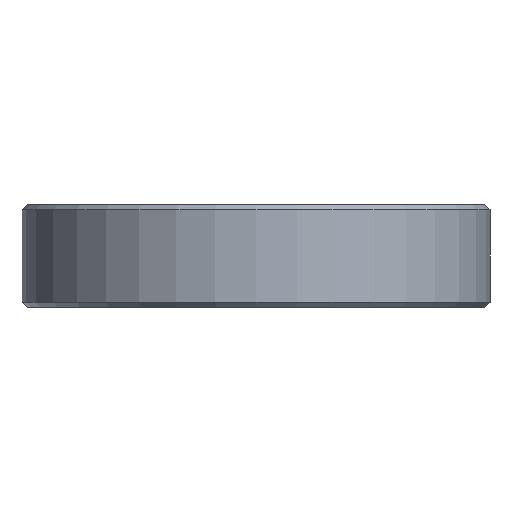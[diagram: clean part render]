
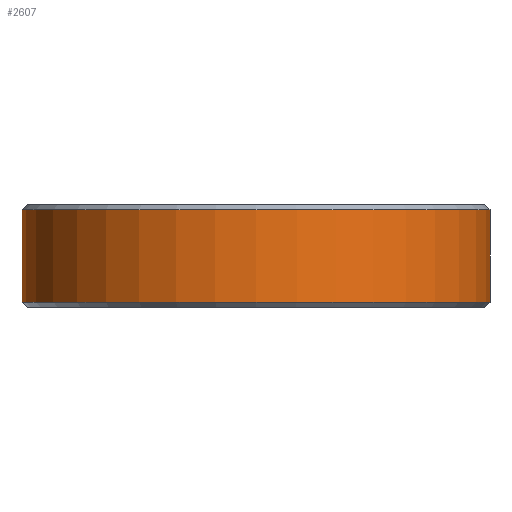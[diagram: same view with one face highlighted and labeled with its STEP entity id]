
A CAD part, left-side view. The second image highlights one B-rep face of the part: STEP entity #2607.
In plain terms, the highlighted cylindrical face has radius 16 mm (diameter 32 mm), a partial arc.
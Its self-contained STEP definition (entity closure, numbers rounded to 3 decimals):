
#156 = DIRECTION ( 'NONE',  ( 0., -1., 0. ) ) ;
#275 = AXIS2_PLACEMENT_3D ( 'NONE', #4109, #1802, #5532 ) ;
#434 = CARTESIAN_POINT ( 'NONE',  ( 0., -16., 3.5 ) ) ;
#501 = CARTESIAN_POINT ( 'NONE',  ( 0., -16., 3.15 ) ) ;
#602 = ORIENTED_EDGE ( 'NONE', *, *, #5426, .F. ) ;
#1145 = EDGE_CURVE ( 'NONE', #2713, #1421, #2896, .T. ) ;
#1169 = CARTESIAN_POINT ( 'NONE',  ( 0., 16., 3.5 ) ) ;
#1183 = AXIS2_PLACEMENT_3D ( 'NONE', #4478, #2532, #156 ) ;
#1421 = VERTEX_POINT ( 'NONE', #3340 ) ;
#1425 = VECTOR ( 'NONE', #3048, 1000. ) ;
#1702 = EDGE_CURVE ( 'NONE', #3710, #2902, #4816, .T. ) ;
#1802 = DIRECTION ( 'NONE',  ( 0., 0., 1. ) ) ;
#1921 = FACE_OUTER_BOUND ( 'NONE', #2437, .T. ) ;
#2437 = EDGE_LOOP ( 'NONE', ( #5964, #2716, #3285, #602 ) ) ;
#2478 = CIRCLE ( 'NONE', #1183, 16. ) ;
#2532 = DIRECTION ( 'NONE',  ( 0., 0., 1. ) ) ;
#2607 = ADVANCED_FACE ( 'NONE', ( #1921 ), #4405, .T. ) ;
#2713 = VERTEX_POINT ( 'NONE', #5744 ) ;
#2716 = ORIENTED_EDGE ( 'NONE', *, *, #4711, .T. ) ;
#2817 = DIRECTION ( 'NONE',  ( 0., 0., 1. ) ) ;
#2896 = LINE ( 'NONE', #1169, #1425 ) ;
#2902 = VERTEX_POINT ( 'NONE', #501 ) ;
#2922 = DIRECTION ( 'NONE',  ( 0., -1., 0. ) ) ;
#3048 = DIRECTION ( 'NONE',  ( 0., 0., 1. ) ) ;
#3285 = ORIENTED_EDGE ( 'NONE', *, *, #1702, .T. ) ;
#3340 = CARTESIAN_POINT ( 'NONE',  ( 0., 16., 3.15 ) ) ;
#3418 = VECTOR ( 'NONE', #2817, 1000. ) ;
#3676 = CIRCLE ( 'NONE', #275, 16. ) ;
#3710 = VERTEX_POINT ( 'NONE', #4716 ) ;
#3922 = DIRECTION ( 'NONE',  ( 0., 0., 1. ) ) ;
#4109 = CARTESIAN_POINT ( 'NONE',  ( 0., 0., -3.15 ) ) ;
#4388 = AXIS2_PLACEMENT_3D ( 'NONE', #4932, #3922, #2922 ) ;
#4405 = CYLINDRICAL_SURFACE ( 'NONE', #4388, 16. ) ;
#4478 = CARTESIAN_POINT ( 'NONE',  ( 0., 0., 3.15 ) ) ;
#4711 = EDGE_CURVE ( 'NONE', #2713, #3710, #3676, .T. ) ;
#4716 = CARTESIAN_POINT ( 'NONE',  ( 0., -16., -3.15 ) ) ;
#4816 = LINE ( 'NONE', #434, #3418 ) ;
#4932 = CARTESIAN_POINT ( 'NONE',  ( 0., 0., 3.5 ) ) ;
#5426 = EDGE_CURVE ( 'NONE', #1421, #2902, #2478, .T. ) ;
#5532 = DIRECTION ( 'NONE',  ( 0., -1., 0. ) ) ;
#5744 = CARTESIAN_POINT ( 'NONE',  ( 0., 16., -3.15 ) ) ;
#5964 = ORIENTED_EDGE ( 'NONE', *, *, #1145, .F. ) ;
